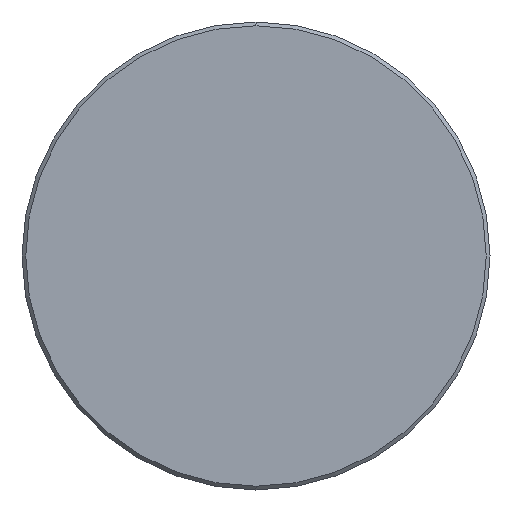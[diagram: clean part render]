
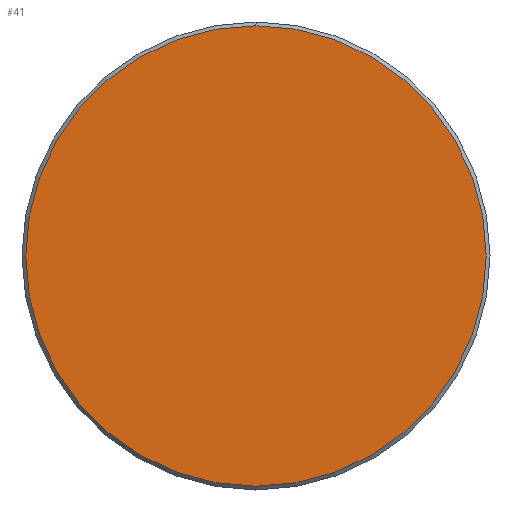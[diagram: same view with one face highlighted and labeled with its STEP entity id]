
A CAD part, left-side view. The second image highlights one B-rep face of the part: STEP entity #41.
In plain terms, the highlighted planar face has unit normal (-1, 0, 0).
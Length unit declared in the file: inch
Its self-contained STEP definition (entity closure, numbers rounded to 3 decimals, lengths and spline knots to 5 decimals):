
#41 = ADVANCED_FACE ( 'NONE', ( #124 ), #42, .T. ) ;
#42 = PLANE ( 'NONE',  #132 ) ;
#115 = EDGE_CURVE ( 'NONE', #610, #459, #868, .T. ) ;
#124 = FACE_OUTER_BOUND ( 'NONE', #472, .T. ) ;
#132 = AXIS2_PLACEMENT_3D ( 'NONE', #481, #477, #758 ) ;
#169 = AXIS2_PLACEMENT_3D ( 'NONE', #783, #779, #348 ) ;
#298 = EDGE_CURVE ( 'NONE', #459, #610, #486, .T. ) ;
#348 = DIRECTION ( 'NONE',  ( 0., 0., 1. ) ) ;
#361 = CARTESIAN_POINT ( 'NONE',  ( -7.24, 0., 0. ) ) ;
#391 = CARTESIAN_POINT ( 'NONE',  ( -7.24, 0., 1.5415 ) ) ;
#393 = CARTESIAN_POINT ( 'NONE',  ( -7.24, 0., -1.5415 ) ) ;
#459 = VERTEX_POINT ( 'NONE', #391 ) ;
#472 = EDGE_LOOP ( 'NONE', ( #915, #682 ) ) ;
#477 = DIRECTION ( 'NONE',  ( -1., 0., 0. ) ) ;
#481 = CARTESIAN_POINT ( 'NONE',  ( -7.24, 1.5715, 0. ) ) ;
#486 = CIRCLE ( 'NONE', #680, 1.5415 ) ;
#517 = DIRECTION ( 'NONE',  ( 0., 0., 1. ) ) ;
#610 = VERTEX_POINT ( 'NONE', #393 ) ;
#680 = AXIS2_PLACEMENT_3D ( 'NONE', #361, #869, #517 ) ;
#682 = ORIENTED_EDGE ( 'NONE', *, *, #298, .T. ) ;
#758 = DIRECTION ( 'NONE',  ( 0., 0., 1. ) ) ;
#779 = DIRECTION ( 'NONE',  ( -1., 0., 0. ) ) ;
#783 = CARTESIAN_POINT ( 'NONE',  ( -7.24, 0., 0. ) ) ;
#868 = CIRCLE ( 'NONE', #169, 1.5415 ) ;
#869 = DIRECTION ( 'NONE',  ( -1., 0., 0. ) ) ;
#915 = ORIENTED_EDGE ( 'NONE', *, *, #115, .T. ) ;
